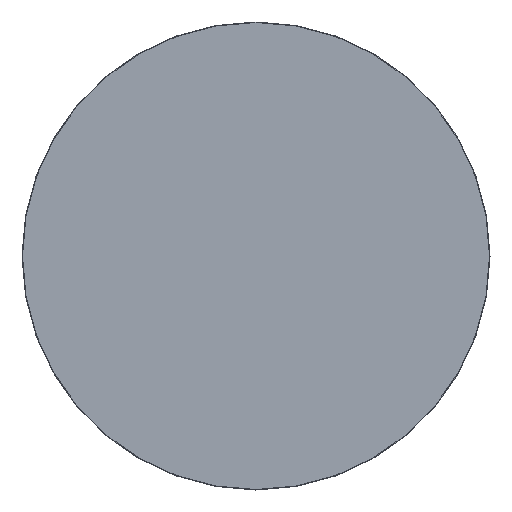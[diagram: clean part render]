
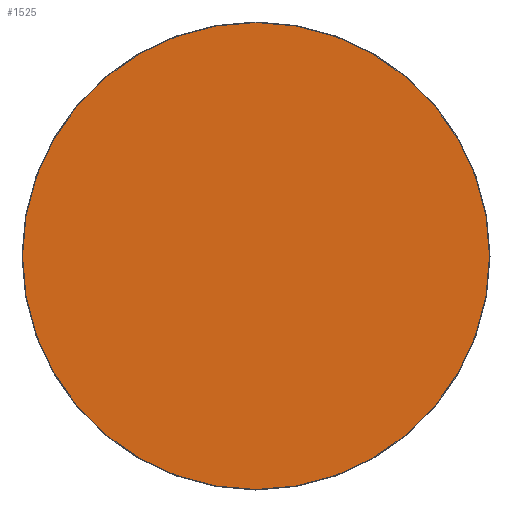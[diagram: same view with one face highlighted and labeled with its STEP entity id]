
A CAD part, front view. The second image highlights one B-rep face of the part: STEP entity #1525.
In plain terms, the highlighted planar face has unit normal (0, -1, 0).
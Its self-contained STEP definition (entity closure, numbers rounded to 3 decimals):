
#151=CIRCLE('',#1691,104.544);
#247=FACE_OUTER_BOUND('',#361,.T.);
#361=EDGE_LOOP('',(#1112));
#667=VERTEX_POINT('',#2556);
#826=EDGE_CURVE('',#667,#667,#151,.T.);
#1112=ORIENTED_EDGE('',*,*,#826,.F.);
#1360=PLANE('',#1690);
#1525=ADVANCED_FACE('',(#247),#1360,.T.);
#1690=AXIS2_PLACEMENT_3D('',#2555,#2009,#2010);
#1691=AXIS2_PLACEMENT_3D('',#2557,#2011,#2012);
#2009=DIRECTION('center_axis',(0.,-1.,0.));
#2010=DIRECTION('ref_axis',(0.,0.,-1.));
#2011=DIRECTION('center_axis',(0.,1.,0.));
#2012=DIRECTION('ref_axis',(-1.,0.,0.));
#2555=CARTESIAN_POINT('Origin',(407.298,55.043,409.698));
#2556=CARTESIAN_POINT('',(407.298,55.043,514.242));
#2557=CARTESIAN_POINT('Origin',(407.298,55.043,409.698));
